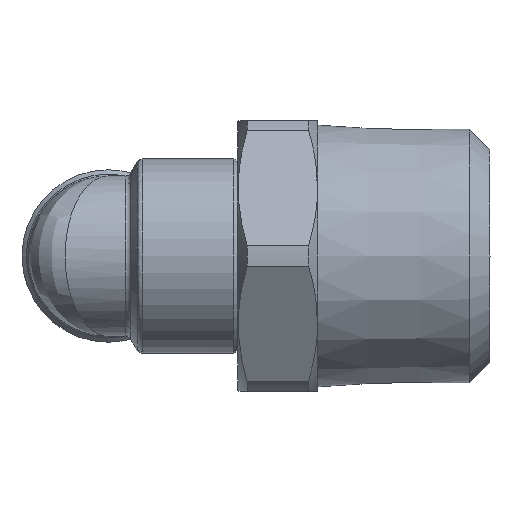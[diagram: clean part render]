
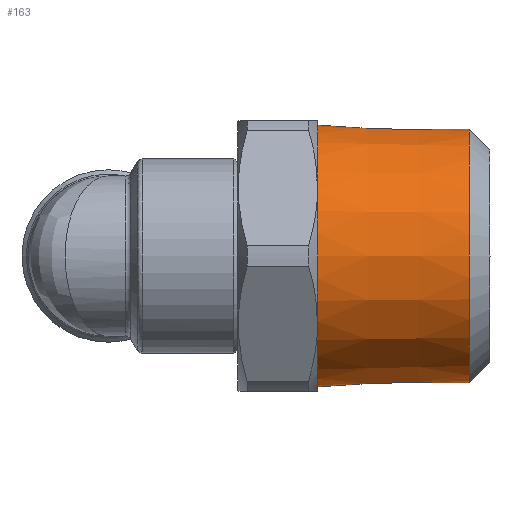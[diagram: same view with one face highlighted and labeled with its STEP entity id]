
A CAD part, left-side view. The second image highlights one B-rep face of the part: STEP entity #163.
In plain terms, the highlighted conical face has half-angle 1.47 degrees and reference radius 10.626 mm.
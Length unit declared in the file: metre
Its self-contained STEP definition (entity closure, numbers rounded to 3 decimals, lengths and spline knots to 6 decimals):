
#163 = ADVANCED_FACE( 'NONE', ( #358, #359 ), #360, .T. );
#358 = FACE_OUTER_BOUND( '', #758, .T. );
#359 = FACE_BOUND( '', #759, .T. );
#360 = CONICAL_SURFACE( '', #760, 0.010626, 0.026 );
#758 = EDGE_LOOP( '', ( #1227 ) );
#759 = EDGE_LOOP( '', ( #1228 ) );
#760 = AXIS2_PLACEMENT_3D( '', #1229, #1230, #1231 );
#1227 = ORIENTED_EDGE( '', *, *, #1458, .F. );
#1228 = ORIENTED_EDGE( '', *, *, #1388, .T. );
#1229 = CARTESIAN_POINT( '', ( 0., -0.017, 0. ) );
#1230 = DIRECTION( '', ( 0., 1., 0. ) );
#1231 = DIRECTION( '', ( -1., 0., 0. ) );
#1388 = EDGE_CURVE( 'NONE', #1560, #1560, #1561, .T. );
#1458 = EDGE_CURVE( 'NONE', #1676, #1676, #1677, .T. );
#1560 = VERTEX_POINT( '', #1812 );
#1561 = CIRCLE( '', #1813, 0.010311 );
#1676 = VERTEX_POINT( '', #2207 );
#1677 = CIRCLE( '', #2208, 0.010626 );
#1812 = CARTESIAN_POINT( '', ( -0.010311, -0.0293, 0. ) );
#1813 = AXIS2_PLACEMENT_3D( '', #2455, #2456, #2457 );
#2207 = CARTESIAN_POINT( '', ( -0.010626, -0.017, 0. ) );
#2208 = AXIS2_PLACEMENT_3D( '', #2533, #2534, #2535 );
#2455 = CARTESIAN_POINT( '', ( 0., -0.0293, 0. ) );
#2456 = DIRECTION( '', ( 0., 1., 0. ) );
#2457 = DIRECTION( '', ( -1., 0., 0. ) );
#2533 = CARTESIAN_POINT( '', ( 0., -0.017, 0. ) );
#2534 = DIRECTION( '', ( 0., 1., 0. ) );
#2535 = DIRECTION( '', ( -1., 0., 0. ) );
